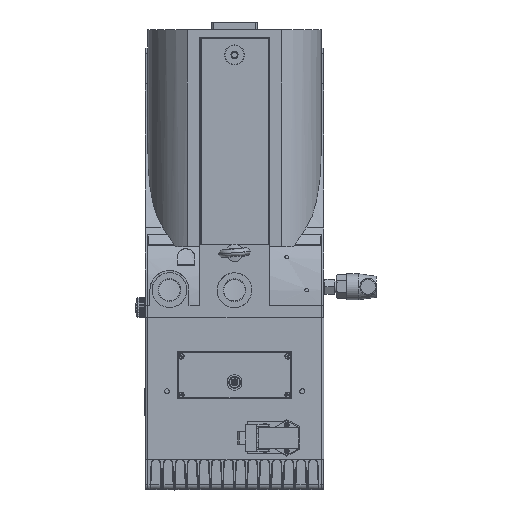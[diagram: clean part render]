
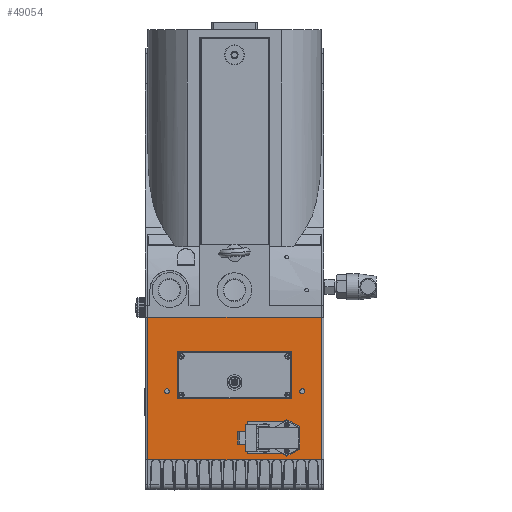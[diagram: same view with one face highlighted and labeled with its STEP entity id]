
A CAD part, top view. The second image highlights one B-rep face of the part: STEP entity #49054.
In plain terms, the highlighted planar face has unit normal (0, 0, 1).
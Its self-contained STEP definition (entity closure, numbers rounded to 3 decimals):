
#36695=CARTESIAN_POINT('',(65.731,-132.8,113.311));
#36696=VERTEX_POINT('',#36695);
#36703=CARTESIAN_POINT('',(65.731,-78.8,113.311));
#36704=VERTEX_POINT('',#36703);
#36705=CARTESIAN_POINT('',(65.731,-78.8,113.311));
#36706=DIRECTION('',(0.0,-1.0,0.0));
#36707=VECTOR('',#36706,54.);
#36708=LINE('',#36705,#36707);
#36709=EDGE_CURVE('',#36704,#36696,#36708,.T.);
#36759=CARTESIAN_POINT('',(-65.669,-132.8,113.311));
#36760=VERTEX_POINT('',#36759);
#36767=CARTESIAN_POINT('',(65.731,-132.8,113.311));
#36768=DIRECTION('',(-1.0,0.0,0.0));
#36769=VECTOR('',#36768,131.4);
#36770=LINE('',#36767,#36769);
#36771=EDGE_CURVE('',#36696,#36760,#36770,.T.);
#47092=CARTESIAN_POINT('',(75.214,-191.25,113.311));
#47093=VERTEX_POINT('',#47092);
#47100=CARTESIAN_POINT('',(75.214,-165.25,113.311));
#47101=VERTEX_POINT('',#47100);
#47102=CARTESIAN_POINT('',(75.214,-165.25,113.311));
#47103=DIRECTION('',(0.0,-1.0,0.0));
#47104=VECTOR('',#47103,26.0);
#47105=LINE('',#47102,#47104);
#47106=EDGE_CURVE('',#47101,#47093,#47105,.T.);
#47131=CARTESIAN_POINT('',(60.28,-157.25,113.311));
#47132=VERTEX_POINT('',#47131);
#47133=CARTESIAN_POINT('',(60.28,-157.25,113.311));
#47134=DIRECTION('',(0.881,-0.472,0.));
#47135=VECTOR('',#47134,16.941);
#47136=LINE('',#47133,#47135);
#47137=EDGE_CURVE('',#47132,#47101,#47136,.T.);
#47162=CARTESIAN_POINT('',(55.614,-159.75,113.311));
#47163=VERTEX_POINT('',#47162);
#47164=CARTESIAN_POINT('',(55.614,-159.75,113.311));
#47165=DIRECTION('',(0.881,0.472,0.));
#47166=VECTOR('',#47165,5.294);
#47167=LINE('',#47164,#47166);
#47168=EDGE_CURVE('',#47163,#47132,#47167,.T.);
#47193=CARTESIAN_POINT('',(15.214,-159.75,113.311));
#47194=VERTEX_POINT('',#47193);
#47195=CARTESIAN_POINT('',(15.214,-159.75,113.311));
#47196=DIRECTION('',(1.0,0.0,0.0));
#47197=VECTOR('',#47196,40.4);
#47198=LINE('',#47195,#47197);
#47199=EDGE_CURVE('',#47194,#47163,#47198,.T.);
#47224=CARTESIAN_POINT('',(15.214,-196.75,113.311));
#47225=VERTEX_POINT('',#47224);
#47226=CARTESIAN_POINT('',(15.214,-196.75,113.311));
#47227=DIRECTION('',(0.0,1.0,0.0));
#47228=VECTOR('',#47227,37.);
#47229=LINE('',#47226,#47228);
#47230=EDGE_CURVE('',#47225,#47194,#47229,.T.);
#47255=CARTESIAN_POINT('',(55.614,-196.75,113.311));
#47256=VERTEX_POINT('',#47255);
#47257=CARTESIAN_POINT('',(55.614,-196.75,113.311));
#47258=DIRECTION('',(-1.0,0.0,0.0));
#47259=VECTOR('',#47258,40.4);
#47260=LINE('',#47257,#47259);
#47261=EDGE_CURVE('',#47256,#47225,#47260,.T.);
#47286=CARTESIAN_POINT('',(60.28,-199.25,113.311));
#47287=VERTEX_POINT('',#47286);
#47288=CARTESIAN_POINT('',(60.28,-199.25,113.311));
#47289=DIRECTION('',(-0.881,0.472,0.));
#47290=VECTOR('',#47289,5.294);
#47291=LINE('',#47288,#47290);
#47292=EDGE_CURVE('',#47287,#47256,#47291,.T.);
#47315=CARTESIAN_POINT('',(75.214,-191.25,113.311));
#47316=DIRECTION('',(-0.881,-0.472,0.));
#47317=VECTOR('',#47316,16.941);
#47318=LINE('',#47315,#47317);
#47319=EDGE_CURVE('',#47093,#47287,#47318,.T.);
#47333=CARTESIAN_POINT('',(-77.938,-121.75,113.311));
#47334=VERTEX_POINT('',#47333);
#47335=CARTESIAN_POINT('',(-77.938,-124.5,113.311));
#47336=DIRECTION('',(0.0,0.0,-1.0));
#47337=DIRECTION('',(0.0,1.0,0.0));
#47338=AXIS2_PLACEMENT_3D('',#47335,#47336,#47337);
#47339=CIRCLE('',#47338,2.75);
#47340=EDGE_CURVE('',#47334,#47334,#47339,.T.);
#48487=CARTESIAN_POINT('',(-65.669,-78.8,113.311));
#48488=VERTEX_POINT('',#48487);
#48495=CARTESIAN_POINT('',(-65.669,-132.8,113.311));
#48496=DIRECTION('',(0.0,1.0,0.0));
#48497=VECTOR('',#48496,54.);
#48498=LINE('',#48495,#48497);
#48499=EDGE_CURVE('',#36760,#48488,#48498,.T.);
#48661=CARTESIAN_POINT('',(-100.219,-203.3,113.311));
#48662=VERTEX_POINT('',#48661);
#48663=CARTESIAN_POINT('',(-100.219,-39.484,113.311));
#48664=VERTEX_POINT('',#48663);
#48665=CARTESIAN_POINT('',(-100.219,-203.3,113.311));
#48666=DIRECTION('',(0.0,1.0,0.0));
#48667=VECTOR('',#48666,163.816);
#48668=LINE('',#48665,#48667);
#48669=EDGE_CURVE('',#48662,#48664,#48668,.T.);
#48886=CARTESIAN_POINT('',(100.281,-39.484,113.311));
#48887=VERTEX_POINT('',#48886);
#48888=CARTESIAN_POINT('',(100.281,-39.484,113.311));
#48889=DIRECTION('',(-1.0,0.0,0.0));
#48890=VECTOR('',#48889,200.5);
#48891=LINE('',#48888,#48890);
#48892=EDGE_CURVE('',#48887,#48664,#48891,.T.);
#48945=CARTESIAN_POINT('',(78.,-121.75,113.311));
#48946=VERTEX_POINT('',#48945);
#48947=CARTESIAN_POINT('',(78.,-124.5,113.311));
#48948=DIRECTION('',(0.0,0.0,-1.0));
#48949=DIRECTION('',(0.0,1.0,0.0));
#48950=AXIS2_PLACEMENT_3D('',#48947,#48948,#48949);
#48951=CIRCLE('',#48950,2.75);
#48952=EDGE_CURVE('',#48946,#48946,#48951,.T.);
#48999=CARTESIAN_POINT('',(-65.669,-78.8,113.311));
#49000=DIRECTION('',(1.0,0.0,0.0));
#49001=VECTOR('',#49000,131.4);
#49002=LINE('',#48999,#49001);
#49003=EDGE_CURVE('',#48488,#36704,#49002,.T.);
#49009=CARTESIAN_POINT('',(51.431,-121.392,113.311));
#49010=DIRECTION('',(0.0,0.0,1.0));
#49011=DIRECTION('',(1.0,0.0,0.0));
#49012=AXIS2_PLACEMENT_3D('',#49009,#49010,#49011);
#49013=PLANE('',#49012);
#49014=CARTESIAN_POINT('',(100.281,-203.3,113.311));
#49015=VERTEX_POINT('',#49014);
#49016=CARTESIAN_POINT('',(-100.219,-203.3,113.311));
#49017=DIRECTION('',(1.0,0.0,0.0));
#49018=VECTOR('',#49017,200.5);
#49019=LINE('',#49016,#49018);
#49020=EDGE_CURVE('',#48662,#49015,#49019,.T.);
#49021=ORIENTED_EDGE('',*,*,#49020,.T.);
#49022=CARTESIAN_POINT('',(100.281,-39.484,113.311));
#49023=DIRECTION('',(0.0,-1.0,0.0));
#49024=VECTOR('',#49023,163.816);
#49025=LINE('',#49022,#49024);
#49026=EDGE_CURVE('',#48887,#49015,#49025,.T.);
#49027=ORIENTED_EDGE('',*,*,#49026,.F.);
#49028=ORIENTED_EDGE('',*,*,#48892,.T.);
#49029=ORIENTED_EDGE('',*,*,#48669,.F.);
#49030=EDGE_LOOP('',(#49021,#49027,#49028,#49029));
#49031=FACE_OUTER_BOUND('',#49030,.T.);
#49032=ORIENTED_EDGE('',*,*,#47340,.T.);
#49033=EDGE_LOOP('',(#49032));
#49034=FACE_BOUND('',#49033,.T.);
#49035=ORIENTED_EDGE('',*,*,#48952,.T.);
#49036=EDGE_LOOP('',(#49035));
#49037=FACE_BOUND('',#49036,.T.);
#49038=ORIENTED_EDGE('',*,*,#47106,.T.);
#49039=ORIENTED_EDGE('',*,*,#47319,.T.);
#49040=ORIENTED_EDGE('',*,*,#47292,.T.);
#49041=ORIENTED_EDGE('',*,*,#47261,.T.);
#49042=ORIENTED_EDGE('',*,*,#47230,.T.);
#49043=ORIENTED_EDGE('',*,*,#47199,.T.);
#49044=ORIENTED_EDGE('',*,*,#47168,.T.);
#49045=ORIENTED_EDGE('',*,*,#47137,.T.);
#49046=EDGE_LOOP('',(#49038,#49039,#49040,#49041,#49042,#49043,#49044,#49045));
#49047=FACE_BOUND('',#49046,.T.);
#49048=ORIENTED_EDGE('',*,*,#49003,.T.);
#49049=ORIENTED_EDGE('',*,*,#36709,.T.);
#49050=ORIENTED_EDGE('',*,*,#36771,.T.);
#49051=ORIENTED_EDGE('',*,*,#48499,.T.);
#49052=EDGE_LOOP('',(#49048,#49049,#49050,#49051));
#49053=FACE_BOUND('',#49052,.T.);
#49054=ADVANCED_FACE('',(#49031,#49034,#49037,#49047,#49053),#49013,.T.);
